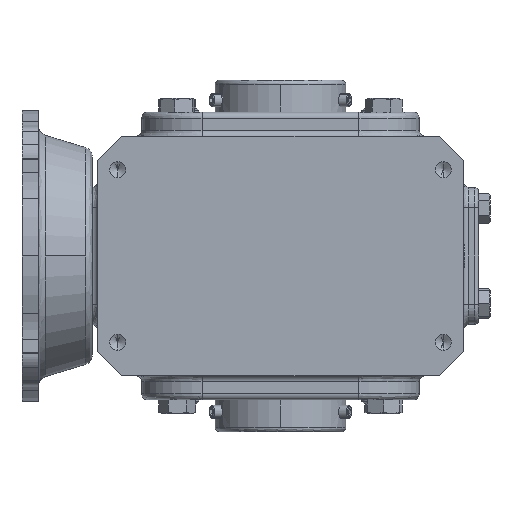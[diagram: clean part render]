
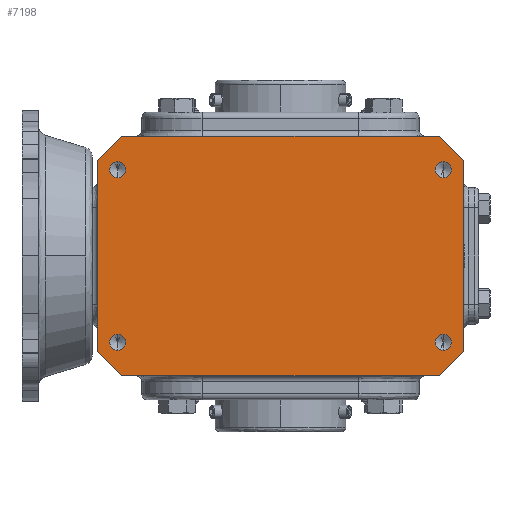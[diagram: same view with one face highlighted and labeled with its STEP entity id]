
A CAD part, front view. The second image highlights one B-rep face of the part: STEP entity #7198.
In plain terms, the highlighted planar face has unit normal (0, -1, 0).
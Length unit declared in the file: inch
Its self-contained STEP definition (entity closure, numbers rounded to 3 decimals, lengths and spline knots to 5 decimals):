
#17 = VECTOR ( 'NONE', #5450, 39.37008 ) ;
#377 = DIRECTION ( 'NONE',  ( 0., 0., -1. ) ) ;
#414 = CIRCLE ( 'NONE', #6232, 0.15625 ) ;
#420 = EDGE_CURVE ( 'NONE', #23156, #18101, #14272, .T. ) ;
#595 = CARTESIAN_POINT ( 'NONE',  ( -3.1874, -2.93819, -1.84365 ) ) ;
#758 = CIRCLE ( 'NONE', #6169, 0.15625 ) ;
#1061 = ORIENTED_EDGE ( 'NONE', *, *, #18523, .F. ) ;
#1262 = CARTESIAN_POINT ( 'NONE',  ( 3.58268, -2.93819, 2.34252 ) ) ;
#1273 = VERTEX_POINT ( 'NONE', #17673 ) ;
#1560 = DIRECTION ( 'NONE',  ( 0., -1., 0. ) ) ;
#1619 = EDGE_CURVE ( 'NONE', #20019, #1273, #12514, .T. ) ;
#1747 = VERTEX_POINT ( 'NONE', #16381 ) ;
#2060 = PLANE ( 'NONE',  #17772 ) ;
#2266 = CARTESIAN_POINT ( 'NONE',  ( 3.58268, -2.93819, 1.87008 ) ) ;
#2276 = AXIS2_PLACEMENT_3D ( 'NONE', #19882, #7254, #5563 ) ;
#2421 = DIRECTION ( 'NONE',  ( 0., 0., 1. ) ) ;
#2443 = CARTESIAN_POINT ( 'NONE',  ( 3.11024, -2.93819, 2.34252 ) ) ;
#2727 = LINE ( 'NONE', #11798, #12590 ) ;
#2920 = EDGE_CURVE ( 'NONE', #6658, #12270, #9978, .T. ) ;
#3113 = ORIENTED_EDGE ( 'NONE', *, *, #6230, .F. ) ;
#3147 = LINE ( 'NONE', #17689, #17484 ) ;
#3448 = AXIS2_PLACEMENT_3D ( 'NONE', #18488, #13135, #8903 ) ;
#3473 = VERTEX_POINT ( 'NONE', #14241 ) ;
#3583 = EDGE_CURVE ( 'NONE', #12270, #6658, #4590, .T. ) ;
#3679 = DIRECTION ( 'NONE',  ( 0.707, 0., -0.707 ) ) ;
#3807 = DIRECTION ( 'NONE',  ( 0.707, 0., -0.707 ) ) ;
#4356 = DIRECTION ( 'NONE',  ( 0., 1., 0. ) ) ;
#4590 = CIRCLE ( 'NONE', #3448, 0.15625 ) ;
#4926 = VERTEX_POINT ( 'NONE', #8975 ) ;
#4929 = CARTESIAN_POINT ( 'NONE',  ( 3.11024, -2.93819, 2.34252 ) ) ;
#5013 = ORIENTED_EDGE ( 'NONE', *, *, #7518, .F. ) ;
#5143 = DIRECTION ( 'NONE',  ( 0., 0., 1. ) ) ;
#5222 = DIRECTION ( 'NONE',  ( 0., 0., -1. ) ) ;
#5265 = LINE ( 'NONE', #20418, #21338 ) ;
#5450 = DIRECTION ( 'NONE',  ( 1., 0., 0. ) ) ;
#5462 = FACE_BOUND ( 'NONE', #12542, .T. ) ;
#5563 = DIRECTION ( 'NONE',  ( 0., 0., -1. ) ) ;
#6169 = AXIS2_PLACEMENT_3D ( 'NONE', #13058, #17174, #7946 ) ;
#6230 = EDGE_CURVE ( 'NONE', #18101, #23156, #8385, .T. ) ;
#6232 = AXIS2_PLACEMENT_3D ( 'NONE', #22443, #14796, #377 ) ;
#6658 = VERTEX_POINT ( 'NONE', #19922 ) ;
#6811 = LINE ( 'NONE', #16376, #8343 ) ;
#6851 = DIRECTION ( 'NONE',  ( 0., -1., 0. ) ) ;
#7198 = ADVANCED_FACE ( 'NONE', ( #5462, #20250, #22174, #17204, #16963 ), #2060, .F. ) ;
#7202 = CARTESIAN_POINT ( 'NONE',  ( -3.1874, -2.93819, -1.6874 ) ) ;
#7254 = DIRECTION ( 'NONE',  ( 0., -1., 0. ) ) ;
#7518 = EDGE_CURVE ( 'NONE', #8047, #4926, #758, .T. ) ;
#7946 = DIRECTION ( 'NONE',  ( 0., 0., -1. ) ) ;
#7979 = CARTESIAN_POINT ( 'NONE',  ( 3.1874, -2.93819, 1.84365 ) ) ;
#8047 = VERTEX_POINT ( 'NONE', #595 ) ;
#8093 = VERTEX_POINT ( 'NONE', #9562 ) ;
#8227 = ORIENTED_EDGE ( 'NONE', *, *, #3583, .F. ) ;
#8343 = VECTOR ( 'NONE', #14216, 39.37008 ) ;
#8385 = CIRCLE ( 'NONE', #12666, 0.15625 ) ;
#8461 = DIRECTION ( 'NONE',  ( 0., 0., -1. ) ) ;
#8555 = CARTESIAN_POINT ( 'NONE',  ( -3.1874, -2.93819, 1.84365 ) ) ;
#8837 = ORIENTED_EDGE ( 'NONE', *, *, #15900, .T. ) ;
#8903 = DIRECTION ( 'NONE',  ( 0., 0., -1. ) ) ;
#8975 = CARTESIAN_POINT ( 'NONE',  ( -3.1874, -2.93819, -1.53115 ) ) ;
#9135 = DIRECTION ( 'NONE',  ( 0., 0., -1. ) ) ;
#9562 = CARTESIAN_POINT ( 'NONE',  ( -3.58268, -2.93819, -1.87008 ) ) ;
#9978 = CIRCLE ( 'NONE', #23536, 0.15625 ) ;
#10044 = ORIENTED_EDGE ( 'NONE', *, *, #420, .F. ) ;
#10333 = EDGE_LOOP ( 'NONE', ( #10044, #3113 ) ) ;
#10449 = CARTESIAN_POINT ( 'NONE',  ( -3.11024, -2.93819, 2.34252 ) ) ;
#10595 = DIRECTION ( 'NONE',  ( 0., 0., -1. ) ) ;
#10634 = EDGE_CURVE ( 'NONE', #23511, #1747, #6811, .T. ) ;
#11751 = VERTEX_POINT ( 'NONE', #2443 ) ;
#11798 = CARTESIAN_POINT ( 'NONE',  ( -3.58268, -2.93819, 2.34252 ) ) ;
#11941 = AXIS2_PLACEMENT_3D ( 'NONE', #16301, #6851, #10595 ) ;
#11946 = ORIENTED_EDGE ( 'NONE', *, *, #16587, .T. ) ;
#12270 = VERTEX_POINT ( 'NONE', #7979 ) ;
#12514 = LINE ( 'NONE', #10449, #12754 ) ;
#12542 = EDGE_LOOP ( 'NONE', ( #5013, #1061 ) ) ;
#12590 = VECTOR ( 'NONE', #23066, 39.37008 ) ;
#12666 = AXIS2_PLACEMENT_3D ( 'NONE', #14439, #21832, #5222 ) ;
#12681 = EDGE_CURVE ( 'NONE', #1273, #11751, #2727, .T. ) ;
#12754 = VECTOR ( 'NONE', #19538, 39.37008 ) ;
#12786 = DIRECTION ( 'NONE',  ( 0., -1., 0. ) ) ;
#13058 = CARTESIAN_POINT ( 'NONE',  ( -3.1874, -2.93819, -1.6874 ) ) ;
#13135 = DIRECTION ( 'NONE',  ( 0., -1., 0. ) ) ;
#13569 = CARTESIAN_POINT ( 'NONE',  ( -3.58268, -2.93819, 2.34252 ) ) ;
#13826 = EDGE_CURVE ( 'NONE', #1747, #22664, #16396, .T. ) ;
#14216 = DIRECTION ( 'NONE',  ( 0.707, 0., 0.707 ) ) ;
#14234 = ORIENTED_EDGE ( 'NONE', *, *, #21471, .F. ) ;
#14241 = CARTESIAN_POINT ( 'NONE',  ( -3.11024, -2.93819, -2.34252 ) ) ;
#14272 = CIRCLE ( 'NONE', #11941, 0.15625 ) ;
#14300 = ORIENTED_EDGE ( 'NONE', *, *, #15127, .F. ) ;
#14439 = CARTESIAN_POINT ( 'NONE',  ( 3.1874, -2.93819, -1.6874 ) ) ;
#14616 = EDGE_CURVE ( 'NONE', #3473, #23511, #16346, .T. ) ;
#14796 = DIRECTION ( 'NONE',  ( 0., -1., 0. ) ) ;
#14811 = EDGE_CURVE ( 'NONE', #11751, #22664, #16205, .T. ) ;
#15029 = ORIENTED_EDGE ( 'NONE', *, *, #10634, .T. ) ;
#15127 = EDGE_CURVE ( 'NONE', #21800, #23880, #414, .T. ) ;
#15690 = ORIENTED_EDGE ( 'NONE', *, *, #14811, .F. ) ;
#15861 = CARTESIAN_POINT ( 'NONE',  ( 3.1874, -2.93819, 1.6874 ) ) ;
#15883 = CARTESIAN_POINT ( 'NONE',  ( -3.58268, -2.93819, 1.87008 ) ) ;
#15900 = EDGE_CURVE ( 'NONE', #20019, #8093, #3147, .T. ) ;
#16024 = EDGE_LOOP ( 'NONE', ( #11946, #21517, #15029, #17408, #15690, #19434, #19499, #8837 ) ) ;
#16205 = LINE ( 'NONE', #4929, #22863 ) ;
#16301 = CARTESIAN_POINT ( 'NONE',  ( 3.1874, -2.93819, -1.6874 ) ) ;
#16346 = LINE ( 'NONE', #23736, #17 ) ;
#16376 = CARTESIAN_POINT ( 'NONE',  ( 3.58268, -2.93819, -1.87008 ) ) ;
#16381 = CARTESIAN_POINT ( 'NONE',  ( 3.58268, -2.93819, -1.87008 ) ) ;
#16396 = LINE ( 'NONE', #1262, #22321 ) ;
#16587 = EDGE_CURVE ( 'NONE', #8093, #3473, #5265, .T. ) ;
#16963 = FACE_OUTER_BOUND ( 'NONE', #16024, .T. ) ;
#17174 = DIRECTION ( 'NONE',  ( 0., -1., 0. ) ) ;
#17204 = FACE_BOUND ( 'NONE', #10333, .T. ) ;
#17408 = ORIENTED_EDGE ( 'NONE', *, *, #13826, .T. ) ;
#17484 = VECTOR ( 'NONE', #8461, 39.37008 ) ;
#17673 = CARTESIAN_POINT ( 'NONE',  ( -3.11024, -2.93819, 2.34252 ) ) ;
#17689 = CARTESIAN_POINT ( 'NONE',  ( -3.58268, -2.93819, 2.34252 ) ) ;
#17772 = AXIS2_PLACEMENT_3D ( 'NONE', #13569, #4356, #2421 ) ;
#17831 = CARTESIAN_POINT ( 'NONE',  ( 3.1874, -2.93819, -1.53115 ) ) ;
#18101 = VERTEX_POINT ( 'NONE', #17831 ) ;
#18488 = CARTESIAN_POINT ( 'NONE',  ( 3.1874, -2.93819, 1.6874 ) ) ;
#18523 = EDGE_CURVE ( 'NONE', #4926, #8047, #19224, .T. ) ;
#19051 = CARTESIAN_POINT ( 'NONE',  ( 3.1874, -2.93819, -1.84365 ) ) ;
#19224 = CIRCLE ( 'NONE', #19590, 0.15625 ) ;
#19434 = ORIENTED_EDGE ( 'NONE', *, *, #12681, .F. ) ;
#19499 = ORIENTED_EDGE ( 'NONE', *, *, #1619, .F. ) ;
#19538 = DIRECTION ( 'NONE',  ( 0.707, 0., 0.707 ) ) ;
#19590 = AXIS2_PLACEMENT_3D ( 'NONE', #7202, #12786, #9135 ) ;
#19756 = DIRECTION ( 'NONE',  ( 0., 0., -1. ) ) ;
#19880 = EDGE_LOOP ( 'NONE', ( #21625, #8227 ) ) ;
#19882 = CARTESIAN_POINT ( 'NONE',  ( -3.1874, -2.93819, 1.6874 ) ) ;
#19922 = CARTESIAN_POINT ( 'NONE',  ( 3.1874, -2.93819, 1.53115 ) ) ;
#20019 = VERTEX_POINT ( 'NONE', #15883 ) ;
#20250 = FACE_BOUND ( 'NONE', #22363, .T. ) ;
#20418 = CARTESIAN_POINT ( 'NONE',  ( -3.58268, -2.93819, -1.87008 ) ) ;
#21338 = VECTOR ( 'NONE', #3807, 39.37008 ) ;
#21471 = EDGE_CURVE ( 'NONE', #23880, #21800, #23934, .T. ) ;
#21517 = ORIENTED_EDGE ( 'NONE', *, *, #14616, .T. ) ;
#21625 = ORIENTED_EDGE ( 'NONE', *, *, #2920, .F. ) ;
#21800 = VERTEX_POINT ( 'NONE', #8555 ) ;
#21832 = DIRECTION ( 'NONE',  ( 0., -1., 0. ) ) ;
#22174 = FACE_BOUND ( 'NONE', #19880, .T. ) ;
#22321 = VECTOR ( 'NONE', #5143, 39.37008 ) ;
#22363 = EDGE_LOOP ( 'NONE', ( #14234, #14300 ) ) ;
#22443 = CARTESIAN_POINT ( 'NONE',  ( -3.1874, -2.93819, 1.6874 ) ) ;
#22664 = VERTEX_POINT ( 'NONE', #2266 ) ;
#22743 = CARTESIAN_POINT ( 'NONE',  ( -3.1874, -2.93819, 1.53115 ) ) ;
#22775 = CARTESIAN_POINT ( 'NONE',  ( 3.11024, -2.93819, -2.34252 ) ) ;
#22863 = VECTOR ( 'NONE', #3679, 39.37008 ) ;
#23066 = DIRECTION ( 'NONE',  ( 1., 0., 0. ) ) ;
#23156 = VERTEX_POINT ( 'NONE', #19051 ) ;
#23511 = VERTEX_POINT ( 'NONE', #22775 ) ;
#23536 = AXIS2_PLACEMENT_3D ( 'NONE', #15861, #1560, #19756 ) ;
#23736 = CARTESIAN_POINT ( 'NONE',  ( -3.58268, -2.93819, -2.34252 ) ) ;
#23880 = VERTEX_POINT ( 'NONE', #22743 ) ;
#23934 = CIRCLE ( 'NONE', #2276, 0.15625 ) ;
